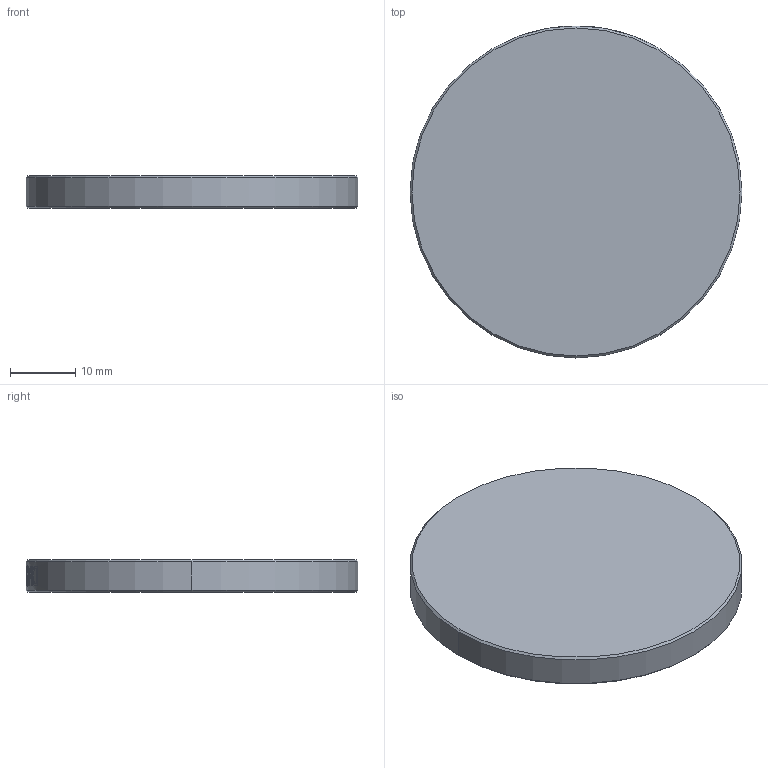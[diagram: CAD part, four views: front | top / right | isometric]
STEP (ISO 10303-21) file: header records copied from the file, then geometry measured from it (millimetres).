
FILE_DESCRIPTION (( 'STEP AP203' ), '1' );
FILE_NAME ('21942-E0W.STEP', '2012-10-04T13:37:44', ( 'Admin' ), ( '' ), 'SwSTEP 2.0', 'SolidWorks 2011', '' );
FILE_SCHEMA (( 'CONFIG_CONTROL_DESIGN' ));
Length unit declared in the file: millimetre
Products named in the file (1): 21942-E0W
Bounding box: 50.8 x 50.8 x 5 mm (x, y, z)
Surface area: 4795.5 mm2 (no closed solid volume)
Topology: 0 solids, 1 shells, 22 faces, 124 edges, 118 vertices
Faces by surface type: cylinder 16, cone 4, plane 2
Entity records: 2984 total; most frequent: CARTESIAN_POINT 1960, ORIENTED_EDGE 248, DIRECTION 134, EDGE_CURVE 124, VERTEX_POINT 118, B_SPLINE_CURVE_WITH_KNOTS 68, AXIS2_PLACEMENT_3D 55, EDGE_LOOP 36
